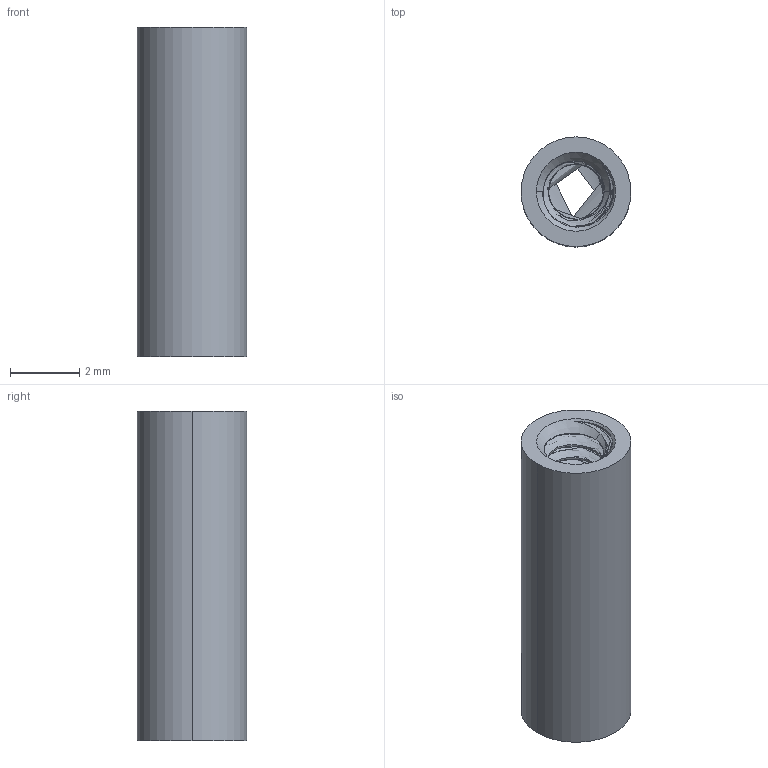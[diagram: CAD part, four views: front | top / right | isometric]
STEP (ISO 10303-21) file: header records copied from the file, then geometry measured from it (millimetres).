
FILE_DESCRIPTION (( 'STEP AP203' ), '1' );
FILE_NAME ('93330A252_Female Threaded Round Standoff.STEP', '2021-09-08T14:16:06', ( 'Administrator' ), ( 'Managed by Terraform' ), 'SwSTEP 2.0', 'SolidWorks 2017', '' );
FILE_SCHEMA (( 'CONFIG_CONTROL_DESIGN' ));
Length unit declared in the file: inch
Products named in the file (1): 93330A252_Female Threaded Round Standoff
Bounding box: 3.17 x 3.17 x 9.53 mm (x, y, z)
Volume: 48.1 mm3; surface area: 201.3 mm2
Topology: 1 solids, 1 shells, 56 faces, 162 edges, 108 vertices
Faces by surface type: cylinder 45, cone 6, bspline 3, plane 2
Entity records: 4438 total; most frequent: CARTESIAN_POINT 3170, ORIENTED_EDGE 324, DIRECTION 178, EDGE_CURVE 162, VERTEX_POINT 108, AXIS2_PLACEMENT_3D 64, EDGE_LOOP 58, FACE_OUTER_BOUND 56
